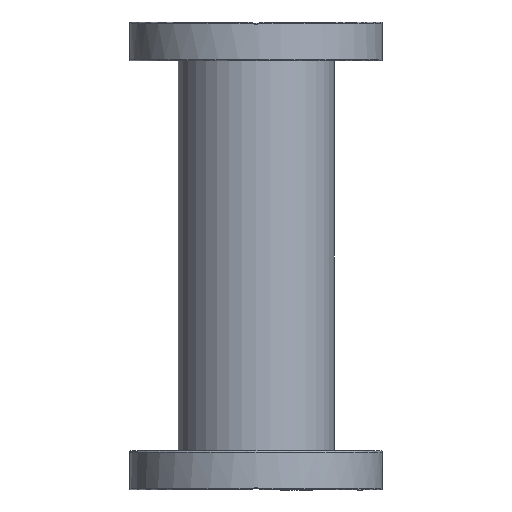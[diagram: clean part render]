
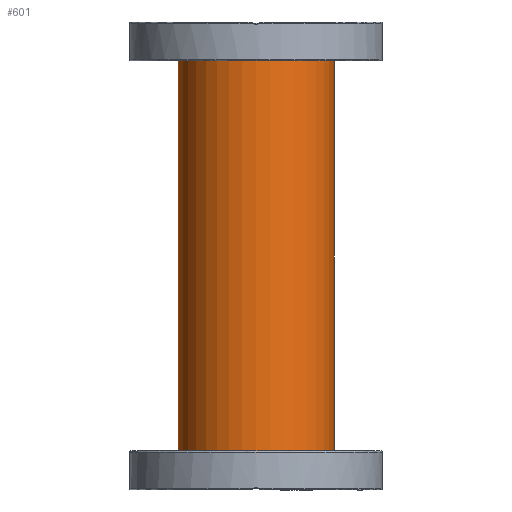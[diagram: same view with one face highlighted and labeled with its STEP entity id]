
A CAD part, left-side view. The second image highlights one B-rep face of the part: STEP entity #601.
In plain terms, the highlighted cylindrical face has radius 35 mm (diameter 70 mm), a full revolution.
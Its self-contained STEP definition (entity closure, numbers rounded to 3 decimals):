
#419=CARTESIAN_POINT('',(28.368,-20.5,402.9));
#420=VERTEX_POINT('',#419);
#427=CARTESIAN_POINT('',(28.368,-20.5,402.9));
#428=CARTESIAN_POINT('',(28.368,-20.5,403.476));
#429=CARTESIAN_POINT('',(28.386,-20.476,404.049));
#430=CARTESIAN_POINT('',(28.42,-20.428,404.62));
#431=CARTESIAN_POINT('',(28.476,-20.35,405.539));
#432=CARTESIAN_POINT('',(28.576,-20.211,406.452));
#433=CARTESIAN_POINT('',(28.715,-20.011,407.349));
#434=CARTESIAN_POINT('',(29.085,-19.48,409.737));
#435=CARTESIAN_POINT('',(29.724,-18.537,411.968));
#436=CARTESIAN_POINT('',(30.447,-17.261,413.959));
#437=CARTESIAN_POINT('',(31.112,-16.09,415.787));
#438=CARTESIAN_POINT('',(31.846,-14.633,417.422));
#439=CARTESIAN_POINT('',(32.519,-12.943,418.797));
#440=CARTESIAN_POINT('',(33.112,-11.453,420.011));
#441=CARTESIAN_POINT('',(33.656,-9.783,421.021));
#442=CARTESIAN_POINT('',(34.078,-7.983,421.782));
#443=CARTESIAN_POINT('',(34.29,-7.075,422.166));
#444=CARTESIAN_POINT('',(34.472,-6.134,422.487));
#445=CARTESIAN_POINT('',(34.617,-5.164,422.739));
#446=CARTESIAN_POINT('',(34.754,-4.245,422.978));
#447=CARTESIAN_POINT('',(34.856,-3.306,423.154));
#448=CARTESIAN_POINT('',(34.92,-2.36,423.264));
#449=CARTESIAN_POINT('',(34.981,-1.456,423.368));
#450=CARTESIAN_POINT('',(35.008,-0.544,423.413));
#451=CARTESIAN_POINT('',(34.998,0.371,423.397));
#452=CARTESIAN_POINT('',(34.989,1.19,423.382));
#453=CARTESIAN_POINT('',(34.952,2.007,423.318));
#454=CARTESIAN_POINT('',(34.887,2.812,423.206));
#455=CARTESIAN_POINT('',(34.786,4.064,423.033));
#456=CARTESIAN_POINT('',(34.619,5.292,422.745));
#457=CARTESIAN_POINT('',(34.394,6.483,422.348));
#458=CARTESIAN_POINT('',(34.194,7.547,421.993));
#459=CARTESIAN_POINT('',(33.949,8.574,421.553));
#460=CARTESIAN_POINT('',(33.672,9.551,421.039));
#461=CARTESIAN_POINT('',(33.031,11.808,419.851));
#462=CARTESIAN_POINT('',(32.214,13.806,418.26));
#463=CARTESIAN_POINT('',(31.403,15.454,416.369));
#464=CARTESIAN_POINT('',(30.432,17.428,414.105));
#465=CARTESIAN_POINT('',(29.472,18.906,411.405));
#466=CARTESIAN_POINT('',(28.903,19.738,408.436));
#467=CARTESIAN_POINT('',(28.735,19.984,407.559));
#468=CARTESIAN_POINT('',(28.601,20.174,406.655));
#469=CARTESIAN_POINT('',(28.51,20.303,405.737));
#470=CARTESIAN_POINT('',(28.396,20.462,404.598));
#471=CARTESIAN_POINT('',(28.35,20.525,403.449));
#472=CARTESIAN_POINT('',(28.375,20.491,402.297));
#473=CARTESIAN_POINT('',(28.391,20.468,401.507));
#474=CARTESIAN_POINT('',(28.442,20.398,400.715));
#475=CARTESIAN_POINT('',(28.522,20.285,399.939));
#476=CARTESIAN_POINT('',(28.655,20.098,398.659));
#477=CARTESIAN_POINT('',(28.871,19.793,397.411));
#478=CARTESIAN_POINT('',(29.148,19.376,396.205));
#479=CARTESIAN_POINT('',(29.428,18.953,394.982));
#480=CARTESIAN_POINT('',(29.77,18.419,393.812));
#481=CARTESIAN_POINT('',(30.143,17.787,392.709));
#482=CARTESIAN_POINT('',(30.766,16.732,390.867));
#483=CARTESIAN_POINT('',(31.473,15.406,389.211));
#484=CARTESIAN_POINT('',(32.144,13.848,387.785));
#485=CARTESIAN_POINT('',(32.656,12.659,386.695));
#486=CARTESIAN_POINT('',(33.147,11.336,385.741));
#487=CARTESIAN_POINT('',(33.57,9.901,384.949));
#488=CARTESIAN_POINT('',(33.925,8.698,384.286));
#489=CARTESIAN_POINT('',(34.23,7.425,383.741));
#490=CARTESIAN_POINT('',(34.464,6.099,383.328));
#491=CARTESIAN_POINT('',(34.649,5.055,383.003));
#492=CARTESIAN_POINT('',(34.791,3.979,382.759));
#493=CARTESIAN_POINT('',(34.882,2.877,382.603));
#494=CARTESIAN_POINT('',(34.955,1.991,382.477));
#495=CARTESIAN_POINT('',(34.994,1.097,382.41));
#496=CARTESIAN_POINT('',(34.999,0.204,382.401));
#497=CARTESIAN_POINT('',(35.005,-0.762,382.391));
#498=CARTESIAN_POINT('',(34.971,-1.728,382.45));
#499=CARTESIAN_POINT('',(34.897,-2.689,382.577));
#500=CARTESIAN_POINT('',(34.832,-3.526,382.688));
#501=CARTESIAN_POINT('',(34.738,-4.349,382.849));
#502=CARTESIAN_POINT('',(34.618,-5.155,383.059));
#503=CARTESIAN_POINT('',(34.386,-6.717,383.465));
#504=CARTESIAN_POINT('',(34.054,-8.214,384.05));
#505=CARTESIAN_POINT('',(33.652,-9.62,384.797));
#506=CARTESIAN_POINT('',(33.307,-10.828,385.439));
#507=CARTESIAN_POINT('',(32.912,-11.961,386.197));
#508=CARTESIAN_POINT('',(32.495,-13.004,387.052));
#509=CARTESIAN_POINT('',(31.78,-14.789,388.517));
#510=CARTESIAN_POINT('',(30.998,-16.311,390.269));
#511=CARTESIAN_POINT('',(30.303,-17.513,392.244));
#512=CARTESIAN_POINT('',(29.744,-18.48,393.834));
#513=CARTESIAN_POINT('',(29.244,-19.239,395.569));
#514=CARTESIAN_POINT('',(28.894,-19.751,397.41));
#515=CARTESIAN_POINT('',(28.598,-20.185,398.971));
#516=CARTESIAN_POINT('',(28.415,-20.435,400.585));
#517=CARTESIAN_POINT('',(28.376,-20.489,402.231));
#518=CARTESIAN_POINT('',(28.371,-20.496,402.454));
#519=CARTESIAN_POINT('',(28.368,-20.5,402.677));
#520=CARTESIAN_POINT('',(28.368,-20.5,402.9));
#521=B_SPLINE_CURVE_WITH_KNOTS('',3,(#427,#428,#429,#430,#431,#432,#433,#434,#435,#436,#437,#438,#439,#440,#441,#442,#443,#444,#445,#446,#447,#448,#449,#450,#451,#452,#453,#454,#455,#456,#457,#458,#459,#460,#461,#462,#463,#464,#465,#466,#467,#468,#469,#470,#471,#472,#473,#474,#475,#476,#477,#478,#479,#480,#481,#482,#483,#484,#485,#486,#487,#488,#489,#490,#491,#492,#493,#494,#495,#496,#497,#498,#499,#500,#501,#502,#503,#504,#505,#506,#507,#508,#509,#510,#511,#512,#513,#514,#515,#516,#517,#518,#519,#520),.UNSPECIFIED.,.T.,.U.,(4,3,3,3,3,3,3,3,3,3,3,3,3,3,3,3,3,3,3,3,3,3,3,3,3,3,3,3,3,3,3,4),(0.561,0.734,1.013,1.756,2.438,3.04,3.344,3.632,3.906,4.152,4.534,4.876,5.666,6.612,6.892,7.239,7.477,7.869,8.267,8.931,9.438,9.862,10.197,10.466,10.757,11.011,11.503,11.926,12.65,13.233,13.727,13.794),.UNSPECIFIED.);
#522=EDGE_CURVE('',#420,#420,#521,.T.);
#533=CARTESIAN_POINT('',(-35.0,0.,305.8));
#534=VERTEX_POINT('',#533);
#535=CARTESIAN_POINT('',(0.0,0.0,305.8));
#536=DIRECTION('',(0.0,0.0,1.0));
#537=DIRECTION('',(-1.0,0.0,0.0));
#538=AXIS2_PLACEMENT_3D('',#535,#536,#537);
#539=CIRCLE('',#538,35.0);
#540=EDGE_CURVE('',#534,#534,#539,.T.);
#579=CARTESIAN_POINT('',(0.0,0.0,0.0));
#580=DIRECTION('',(0.0,0.0,1.0));
#581=DIRECTION('',(-1.0,0.0,0.0));
#582=AXIS2_PLACEMENT_3D('',#579,#580,#581);
#583=CYLINDRICAL_SURFACE('',#582,35.0);
#584=ORIENTED_EDGE('',*,*,#522,.T.);
#585=EDGE_LOOP('',(#584));
#586=FACE_OUTER_BOUND('',#585,.T.);
#587=ORIENTED_EDGE('',*,*,#540,.T.);
#588=EDGE_LOOP('',(#587));
#589=FACE_BOUND('',#588,.T.);
#590=CARTESIAN_POINT('',(35.0,0.,500.0));
#591=VERTEX_POINT('',#590);
#592=CARTESIAN_POINT('',(0.0,0.0,500.0));
#593=DIRECTION('',(0.0,0.0,-1.0));
#594=DIRECTION('',(-1.0,0.0,0.0));
#595=AXIS2_PLACEMENT_3D('',#592,#593,#594);
#596=CIRCLE('',#595,35.0);
#597=EDGE_CURVE('',#591,#591,#596,.T.);
#598=ORIENTED_EDGE('',*,*,#597,.T.);
#599=EDGE_LOOP('',(#598));
#600=FACE_BOUND('',#599,.T.);
#601=ADVANCED_FACE('',(#586,#589,#600),#583,.T.);
